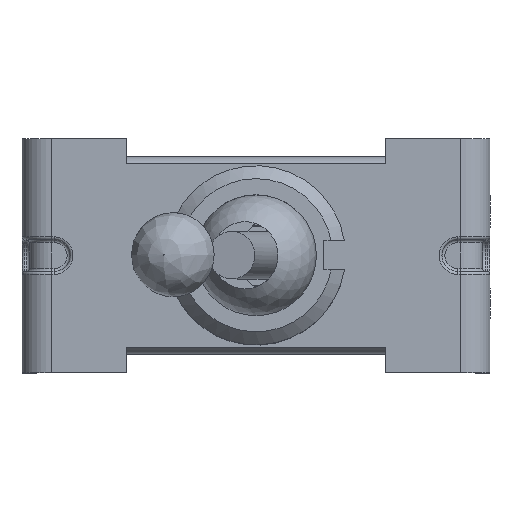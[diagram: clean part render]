
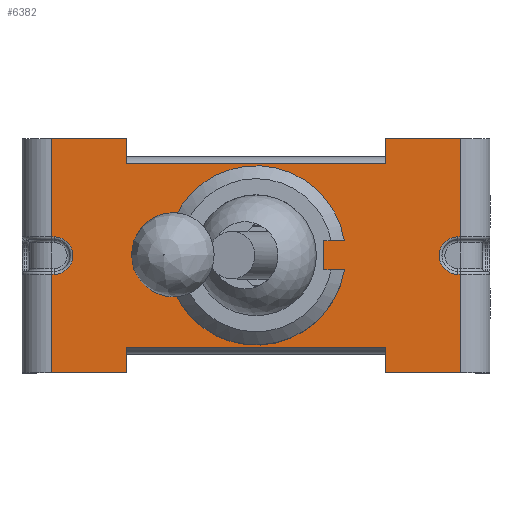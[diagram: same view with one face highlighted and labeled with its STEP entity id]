
A CAD part, top view. The second image highlights one B-rep face of the part: STEP entity #6382.
In plain terms, the highlighted planar face has unit normal (0, 0, 1).
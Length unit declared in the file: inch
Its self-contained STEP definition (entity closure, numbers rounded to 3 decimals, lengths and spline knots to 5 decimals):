
#110=FACE_BOUND('',#1056,.T.);
#310=PLANE('',#7018);
#670=FACE_OUTER_BOUND('',#1055,.T.);
#1055=EDGE_LOOP('',(#5776,#5777,#5778,#5779,#5780,#5781,#5782,#5783,#5784,
#5785,#5786,#5787,#5788,#5789,#5790,#5791,#5792,#5793,#5794,#5795));
#1056=EDGE_LOOP('',(#5796,#5797,#5798,#5799));
#1096=LINE('',#9015,#1749);
#1099=LINE('',#9023,#1752);
#1100=LINE('',#9029,#1753);
#1445=LINE('',#9889,#2098);
#1453=LINE('',#9915,#2106);
#1480=LINE('',#9984,#2133);
#1550=LINE('',#10177,#2203);
#1555=LINE('',#10191,#2208);
#1557=LINE('',#10197,#2210);
#1562=LINE('',#10207,#2215);
#1565=LINE('',#10213,#2218);
#1567=LINE('',#10216,#2220);
#1570=LINE('',#10222,#2223);
#1573=LINE('',#10228,#2226);
#1575=LINE('',#10231,#2228);
#1598=LINE('',#10334,#2251);
#1611=LINE('',#10371,#2264);
#1612=LINE('',#10380,#2265);
#1635=LINE('',#10480,#2288);
#1639=LINE('',#10498,#2292);
#1640=LINE('',#10505,#2293);
#1749=VECTOR('',#7091,0.3937);
#1752=VECTOR('',#7096,0.3937);
#1753=VECTOR('',#7099,0.3937);
#2098=VECTOR('',#7946,0.3937);
#2106=VECTOR('',#7968,0.3937);
#2133=VECTOR('',#8013,0.3937);
#2203=VECTOR('',#8193,0.3937);
#2208=VECTOR('',#8204,0.3937);
#2210=VECTOR('',#8208,0.3937);
#2215=VECTOR('',#8217,0.3937);
#2218=VECTOR('',#8222,0.3937);
#2220=VECTOR('',#8226,0.3937);
#2223=VECTOR('',#8231,0.3937);
#2226=VECTOR('',#8236,0.3937);
#2228=VECTOR('',#8240,0.3937);
#2251=VECTOR('',#8371,0.3937);
#2264=VECTOR('',#8408,0.3937);
#2265=VECTOR('',#8421,0.3937);
#2288=VECTOR('',#8548,0.3937);
#2292=VECTOR('',#8572,0.3937);
#2293=VECTOR('',#8583,0.3937);
#2399=CIRCLE('',#6446,0.12244);
#2531=CIRCLE('',#6851,0.02559);
#2568=CIRCLE('',#6919,0.02559);
#2635=VERTEX_POINT('',#9003);
#2636=VERTEX_POINT('',#9005);
#2639=VERTEX_POINT('',#9012);
#2640=VERTEX_POINT('',#9014);
#2905=VERTEX_POINT('',#9886);
#2906=VERTEX_POINT('',#9888);
#2917=VERTEX_POINT('',#9912);
#2948=VERTEX_POINT('',#9980);
#2950=VERTEX_POINT('',#9983);
#3016=VERTEX_POINT('',#10170);
#3019=VERTEX_POINT('',#10179);
#3024=VERTEX_POINT('',#10189);
#3026=VERTEX_POINT('',#10194);
#3027=VERTEX_POINT('',#10196);
#3030=VERTEX_POINT('',#10205);
#3032=VERTEX_POINT('',#10211);
#3034=VERTEX_POINT('',#10220);
#3036=VERTEX_POINT('',#10226);
#3061=VERTEX_POINT('',#10331);
#3074=VERTEX_POINT('',#10370);
#3075=VERTEX_POINT('',#10374);
#3101=VERTEX_POINT('',#10478);
#3105=VERTEX_POINT('',#10497);
#3106=VERTEX_POINT('',#10501);
#3193=EDGE_CURVE('',#2635,#2636,#2399,.T.);
#3197=EDGE_CURVE('',#2639,#2640,#1096,.T.);
#3201=EDGE_CURVE('',#2640,#2635,#1099,.T.);
#3203=EDGE_CURVE('',#2636,#2639,#1100,.T.);
#3628=EDGE_CURVE('',#2905,#2906,#1445,.T.);
#3641=EDGE_CURVE('',#2917,#2906,#1453,.T.);
#3674=EDGE_CURVE('',#2950,#2948,#1480,.T.);
#3769=EDGE_CURVE('',#2950,#3016,#1550,.T.);
#3776=EDGE_CURVE('',#3024,#3019,#1555,.T.);
#3778=EDGE_CURVE('',#3026,#3027,#1557,.T.);
#3784=EDGE_CURVE('',#2905,#3030,#1562,.T.);
#3787=EDGE_CURVE('',#3030,#3032,#1565,.T.);
#3789=EDGE_CURVE('',#3032,#3016,#1567,.T.);
#3792=EDGE_CURVE('',#3026,#3034,#1570,.T.);
#3795=EDGE_CURVE('',#3034,#3036,#1573,.T.);
#3797=EDGE_CURVE('',#3036,#3019,#1575,.T.);
#3849=EDGE_CURVE('',#3024,#3061,#1598,.T.);
#3868=EDGE_CURVE('',#2917,#3074,#1611,.T.);
#3870=EDGE_CURVE('',#3074,#3075,#2531,.T.);
#3873=EDGE_CURVE('',#3075,#3061,#1612,.T.);
#3924=EDGE_CURVE('',#3101,#3027,#1635,.T.);
#3933=EDGE_CURVE('',#3101,#3105,#1639,.T.);
#3935=EDGE_CURVE('',#3105,#3106,#2568,.T.);
#3937=EDGE_CURVE('',#3106,#2948,#1640,.T.);
#5776=ORIENTED_EDGE('',*,*,#3933,.F.);
#5777=ORIENTED_EDGE('',*,*,#3924,.T.);
#5778=ORIENTED_EDGE('',*,*,#3778,.F.);
#5779=ORIENTED_EDGE('',*,*,#3792,.T.);
#5780=ORIENTED_EDGE('',*,*,#3795,.T.);
#5781=ORIENTED_EDGE('',*,*,#3797,.T.);
#5782=ORIENTED_EDGE('',*,*,#3776,.F.);
#5783=ORIENTED_EDGE('',*,*,#3849,.T.);
#5784=ORIENTED_EDGE('',*,*,#3873,.F.);
#5785=ORIENTED_EDGE('',*,*,#3870,.F.);
#5786=ORIENTED_EDGE('',*,*,#3868,.F.);
#5787=ORIENTED_EDGE('',*,*,#3641,.T.);
#5788=ORIENTED_EDGE('',*,*,#3628,.F.);
#5789=ORIENTED_EDGE('',*,*,#3784,.T.);
#5790=ORIENTED_EDGE('',*,*,#3787,.T.);
#5791=ORIENTED_EDGE('',*,*,#3789,.T.);
#5792=ORIENTED_EDGE('',*,*,#3769,.F.);
#5793=ORIENTED_EDGE('',*,*,#3674,.T.);
#5794=ORIENTED_EDGE('',*,*,#3937,.F.);
#5795=ORIENTED_EDGE('',*,*,#3935,.F.);
#5796=ORIENTED_EDGE('',*,*,#3201,.F.);
#5797=ORIENTED_EDGE('',*,*,#3197,.F.);
#5798=ORIENTED_EDGE('',*,*,#3203,.F.);
#5799=ORIENTED_EDGE('',*,*,#3193,.F.);
#6382=ADVANCED_FACE('',(#670,#110),#310,.T.);
#6446=AXIS2_PLACEMENT_3D('',#9006,#7084,#7085);
#6851=AXIS2_PLACEMENT_3D('',#10375,#8413,#8414);
#6919=AXIS2_PLACEMENT_3D('',#10502,#8577,#8578);
#7018=AXIS2_PLACEMENT_3D('',#10710,#8835,#8836);
#7084=DIRECTION('center_axis',(0.,0.,
1.));
#7085=DIRECTION('ref_axis',(0.986,0.164,0.));
#7091=DIRECTION('',(0.,1.,0.));
#7096=DIRECTION('',(1.,0.,0.));
#7099=DIRECTION('',(-1.,0.,0.));
#7946=DIRECTION('',(-1.,0.,0.));
#7968=DIRECTION('',(0.,-1.,0.));
#8013=DIRECTION('',(0.,1.,0.));
#8193=DIRECTION('',(-1.,0.,0.));
#8204=DIRECTION('',(1.,0.,0.));
#8208=DIRECTION('',(1.,0.,0.));
#8217=DIRECTION('',(0.,1.,0.));
#8222=DIRECTION('',(1.,0.,0.));
#8226=DIRECTION('',(0.,-1.,0.));
#8231=DIRECTION('',(0.,-1.,0.));
#8236=DIRECTION('',(-1.,0.,0.));
#8240=DIRECTION('',(0.,1.,0.));
#8371=DIRECTION('',(0.,-1.,0.));
#8408=DIRECTION('',(1.,0.,0.));
#8413=DIRECTION('center_axis',(0.,0.,
1.));
#8414=DIRECTION('ref_axis',(1.,0.,0.));
#8421=DIRECTION('',(-1.,0.,0.));
#8548=DIRECTION('',(0.,1.,0.));
#8572=DIRECTION('',(-1.,0.,0.));
#8577=DIRECTION('center_axis',(0.,0.,
1.));
#8578=DIRECTION('ref_axis',(-1.,0.,0.));
#8583=DIRECTION('',(1.,0.,0.));
#8835=DIRECTION('center_axis',(0.,0.,
1.));
#8836=DIRECTION('ref_axis',(1.,0.,0.));
#9003=CARTESIAN_POINT('',(0.12078,0.02008,0.37008));
#9005=CARTESIAN_POINT('',(0.12078,-0.02008,0.37008));
#9006=CARTESIAN_POINT('Origin',(0.,0.,
0.37008));
#9012=CARTESIAN_POINT('',(0.09283,-0.02008,0.37008));
#9014=CARTESIAN_POINT('',(0.09283,0.02008,0.37008));
#9015=CARTESIAN_POINT('',(0.09283,-0.02008,0.37008));
#9023=CARTESIAN_POINT('',(0.09283,0.02008,0.37008));
#9029=CARTESIAN_POINT('',(0.12078,-0.02008,0.37008));
#9886=CARTESIAN_POINT('',(-0.17717,-0.16004,0.37008));
#9888=CARTESIAN_POINT('',(-0.27992,-0.16004,0.37008));
#9889=CARTESIAN_POINT('',(0.32008,-0.16004,0.37008));
#9912=CARTESIAN_POINT('',(-0.27992,-0.02559,0.37008));
#9915=CARTESIAN_POINT('',(-0.27992,0.08002,0.37008));
#9980=CARTESIAN_POINT('',(0.27992,-0.02559,0.37008));
#9983=CARTESIAN_POINT('',(0.27992,-0.16004,0.37008));
#9984=CARTESIAN_POINT('',(0.27992,-0.08002,0.37008));
#10170=CARTESIAN_POINT('',(0.17717,-0.16004,0.37008));
#10177=CARTESIAN_POINT('',(0.32008,-0.16004,0.37008));
#10179=CARTESIAN_POINT('',(-0.17717,0.16004,0.37008));
#10189=CARTESIAN_POINT('',(-0.27992,0.16004,0.37008));
#10191=CARTESIAN_POINT('',(-0.32008,0.16004,0.37008));
#10194=CARTESIAN_POINT('',(0.17717,0.16004,0.37008));
#10196=CARTESIAN_POINT('',(0.27992,0.16004,0.37008));
#10197=CARTESIAN_POINT('',(-0.32008,0.16004,0.37008));
#10205=CARTESIAN_POINT('',(-0.17717,-0.12539,0.37008));
#10207=CARTESIAN_POINT('',(-0.17717,-0.0627,0.37008));
#10211=CARTESIAN_POINT('',(0.17717,-0.12539,0.37008));
#10213=CARTESIAN_POINT('',(0.08858,-0.12539,0.37008));
#10216=CARTESIAN_POINT('',(0.17717,-0.08002,0.37008));
#10220=CARTESIAN_POINT('',(0.17717,0.12539,0.37008));
#10222=CARTESIAN_POINT('',(0.17717,0.0627,0.37008));
#10226=CARTESIAN_POINT('',(-0.17717,0.12539,0.37008));
#10228=CARTESIAN_POINT('',(-0.08858,0.12539,0.37008));
#10231=CARTESIAN_POINT('',(-0.17717,0.08002,0.37008));
#10331=CARTESIAN_POINT('',(-0.27992,0.02559,0.37008));
#10334=CARTESIAN_POINT('',(-0.27992,0.08002,0.37008));
#10370=CARTESIAN_POINT('',(-0.27598,-0.02559,0.37008));
#10371=CARTESIAN_POINT('',(-0.16004,-0.02559,0.37008));
#10374=CARTESIAN_POINT('',(-0.27598,0.02559,0.37008));
#10375=CARTESIAN_POINT('Origin',(-0.27598,0.,
0.37008));
#10380=CARTESIAN_POINT('',(-0.16004,0.02559,0.37008));
#10478=CARTESIAN_POINT('',(0.27992,0.02559,0.37008));
#10480=CARTESIAN_POINT('',(0.27992,-0.08002,0.37008));
#10497=CARTESIAN_POINT('',(0.27598,0.02559,0.37008));
#10498=CARTESIAN_POINT('',(0.16004,0.02559,0.37008));
#10501=CARTESIAN_POINT('',(0.27598,-0.02559,0.37008));
#10502=CARTESIAN_POINT('Origin',(0.27598,0.,
0.37008));
#10505=CARTESIAN_POINT('',(0.16004,-0.02559,0.37008));
#10710=CARTESIAN_POINT('Origin',(0.,0.,
0.37008));
